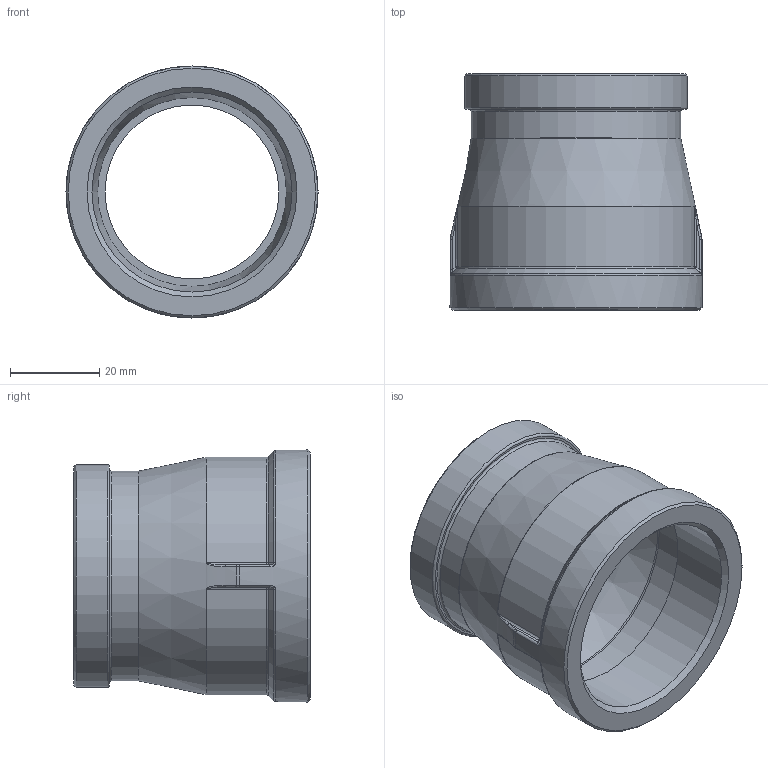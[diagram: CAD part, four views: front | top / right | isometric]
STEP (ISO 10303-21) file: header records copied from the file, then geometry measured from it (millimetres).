
FILE_DESCRIPTION(/* description */ (''),/* implementation_level */ '2;1');
FILE_NAME(/* name */ 'KI-335-1-040 Aschl.stp',/* time_stamp */ '2016-06-02T13:01:37+02:00',/* author */ ('hochmair'),/* organization */ (''),/* preprocessor_version */ 'ST-DEVELOPER v15.6',/* originating_system */ 'Autodesk Inventor 2015',/* authorisation */ '');
FILE_SCHEMA (('AUTOMOTIVE_DESIGN { 1 0 10303 214 3 1 1 }'));
Length unit declared in the file: millimetre
Products named in the file (1): TB63383257
Bounding box: 56.5 x 53 x 56.5 mm (x, y, z)
Volume: 30863.9 mm3; surface area: 18270.8 mm2
Topology: 1 solids, 1 shells, 69 faces, 147 edges, 83 vertices
Faces by surface type: bspline 20, cylinder 16, torus 12, plane 9, cone 8, sphere 4
Full cylindrical faces by diameter (mm): 38.952 x1, 44.845 x1, 47 x1, 48.7 x1, 50 x1, 56.5 x1
Entity records: 2288 total; most frequent: CARTESIAN_POINT 905, DIRECTION 284, ORIENTED_EDGE 256, AXIS2_PLACEMENT_3D 130, EDGE_CURVE 128, EDGE_LOOP 90, CIRCLE 80, VERTEX_POINT 80
